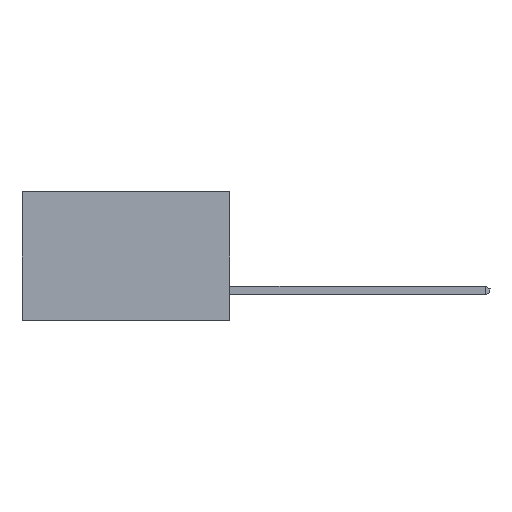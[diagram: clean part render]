
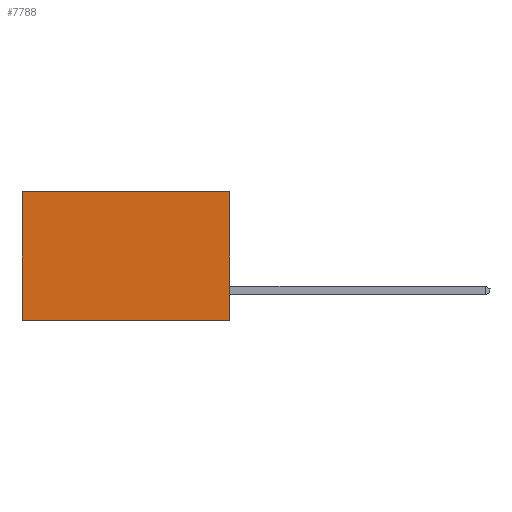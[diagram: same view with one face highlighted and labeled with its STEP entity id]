
A CAD part, left-side view. The second image highlights one B-rep face of the part: STEP entity #7788.
In plain terms, the highlighted planar face has unit normal (-1, 0, 0).
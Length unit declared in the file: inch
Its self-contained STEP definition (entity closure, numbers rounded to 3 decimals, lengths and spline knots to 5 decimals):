
#686 = AXIS2_PLACEMENT_3D ( 'NONE', #12400, #9284, #18093 ) ;
#1525 = DIRECTION ( 'NONE',  ( 0., 1., 0. ) ) ;
#2627 = ORIENTED_EDGE ( 'NONE', *, *, #17255, .F. ) ;
#3524 = VERTEX_POINT ( 'NONE', #18448 ) ;
#4604 = VECTOR ( 'NONE', #1525, 39.37008 ) ;
#4969 = LINE ( 'NONE', #20463, #4604 ) ;
#5199 = CARTESIAN_POINT ( 'NONE',  ( 0.2615, 0., 0. ) ) ;
#6204 = CARTESIAN_POINT ( 'NONE',  ( 0.2615, 0.6, 0. ) ) ;
#6247 = DIRECTION ( 'NONE',  ( 0., 0., -1. ) ) ;
#7344 = ORIENTED_EDGE ( 'NONE', *, *, #22381, .F. ) ;
#7788 = ADVANCED_FACE ( 'NONE', ( #11012 ), #21231, .F. ) ;
#8550 = ORIENTED_EDGE ( 'NONE', *, *, #14576, .T. ) ;
#9022 = VERTEX_POINT ( 'NONE', #5199 ) ;
#9284 = DIRECTION ( 'NONE',  ( 1., 0., 0. ) ) ;
#9580 = CARTESIAN_POINT ( 'NONE',  ( 0.2615, 0.6, -0.37 ) ) ;
#9804 = DIRECTION ( 'NONE',  ( 0., 0., -1. ) ) ;
#11012 = FACE_OUTER_BOUND ( 'NONE', #18460, .T. ) ;
#11183 = CARTESIAN_POINT ( 'NONE',  ( 0.2615, 0., 0. ) ) ;
#12400 = CARTESIAN_POINT ( 'NONE',  ( 0.2615, 0., -0.37 ) ) ;
#14478 = LINE ( 'NONE', #16651, #18511 ) ;
#14576 = EDGE_CURVE ( 'NONE', #15123, #21657, #19693, .T. ) ;
#15123 = VERTEX_POINT ( 'NONE', #6204 ) ;
#15434 = ORIENTED_EDGE ( 'NONE', *, *, #18292, .T. ) ;
#16237 = CARTESIAN_POINT ( 'NONE',  ( 0.2615, 0.6, -0.37 ) ) ;
#16651 = CARTESIAN_POINT ( 'NONE',  ( 0.2615, 0., -0.37 ) ) ;
#17255 = EDGE_CURVE ( 'NONE', #9022, #3524, #14478, .T. ) ;
#18093 = DIRECTION ( 'NONE',  ( 0., 0., -1. ) ) ;
#18292 = EDGE_CURVE ( 'NONE', #9022, #15123, #21179, .T. ) ;
#18448 = CARTESIAN_POINT ( 'NONE',  ( 0.2615, 0., -0.37 ) ) ;
#18460 = EDGE_LOOP ( 'NONE', ( #8550, #7344, #2627, #15434 ) ) ;
#18511 = VECTOR ( 'NONE', #6247, 39.37008 ) ;
#19693 = LINE ( 'NONE', #9580, #21024 ) ;
#20463 = CARTESIAN_POINT ( 'NONE',  ( 0.2615, 0., -0.37 ) ) ;
#21024 = VECTOR ( 'NONE', #9804, 39.37008 ) ;
#21179 = LINE ( 'NONE', #11183, #22248 ) ;
#21231 = PLANE ( 'NONE',  #686 ) ;
#21657 = VERTEX_POINT ( 'NONE', #16237 ) ;
#21738 = DIRECTION ( 'NONE',  ( 0., 1., 0. ) ) ;
#22248 = VECTOR ( 'NONE', #21738, 39.37008 ) ;
#22381 = EDGE_CURVE ( 'NONE', #3524, #21657, #4969, .T. ) ;
